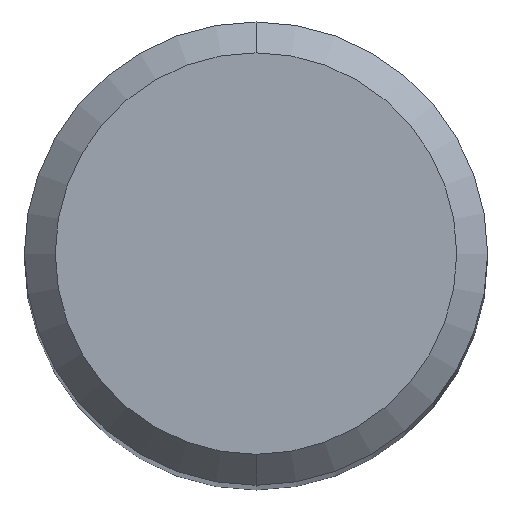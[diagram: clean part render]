
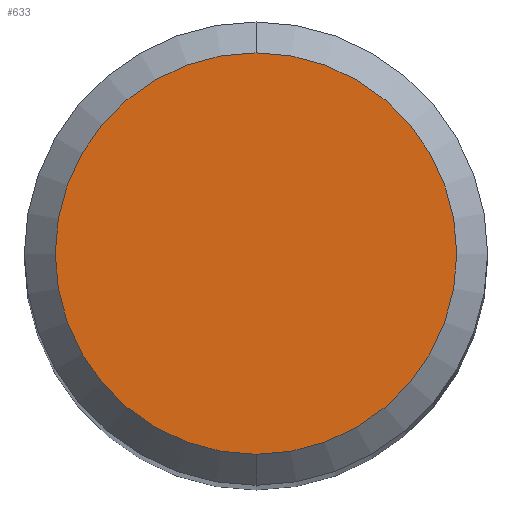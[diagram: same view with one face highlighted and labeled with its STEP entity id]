
A CAD part, top view. The second image highlights one B-rep face of the part: STEP entity #633.
In plain terms, the highlighted planar face has unit normal (0, 0, 1).
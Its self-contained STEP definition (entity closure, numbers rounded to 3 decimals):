
#599=EDGE_CURVE('',#1039,#737,#1546,.T.);
#633=ADVANCED_FACE('',(#1586),#1587,.T.);
#737=VERTEX_POINT('',#1703);
#783=EDGE_CURVE('',#737,#1039,#1753,.T.);
#1039=VERTEX_POINT('',#2032);
#1546=CIRCLE('',#4054,2.6);
#1586=FACE_OUTER_BOUND('',#4775,.T.);
#1587=PLANE('',#4776);
#1703=CARTESIAN_POINT('',(0.0,2.6,0.0));
#1753=CIRCLE('',#6984,2.6);
#2032=CARTESIAN_POINT('',(0.,-2.6,0.0));
#4054=AXIS2_PLACEMENT_3D('',#13096,#13097,#13098);
#4775=EDGE_LOOP('',(#13167,#13168));
#4776=AXIS2_PLACEMENT_3D('',#13169,#13170,#13171);
#6984=AXIS2_PLACEMENT_3D('',#13370,#13371,#13372);
#13096=CARTESIAN_POINT('',(0.0,0.0,0.0));
#13097=DIRECTION('',(0.0,0.0,-1.0));
#13098=DIRECTION('',(0.0,1.0,0.0));
#13167=ORIENTED_EDGE('',*,*,#783,.F.);
#13168=ORIENTED_EDGE('',*,*,#599,.F.);
#13169=CARTESIAN_POINT('',(0.0,1.3,0.0));
#13170=DIRECTION('',(-0.0,0.0,1.0));
#13171=DIRECTION('',(0.0,-1.0,0.0));
#13370=CARTESIAN_POINT('',(0.0,0.0,0.0));
#13371=DIRECTION('',(0.0,0.0,-1.0));
#13372=DIRECTION('',(0.0,1.0,0.0));
